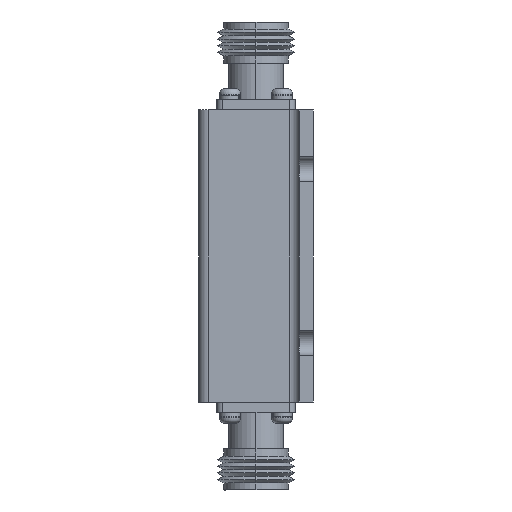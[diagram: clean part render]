
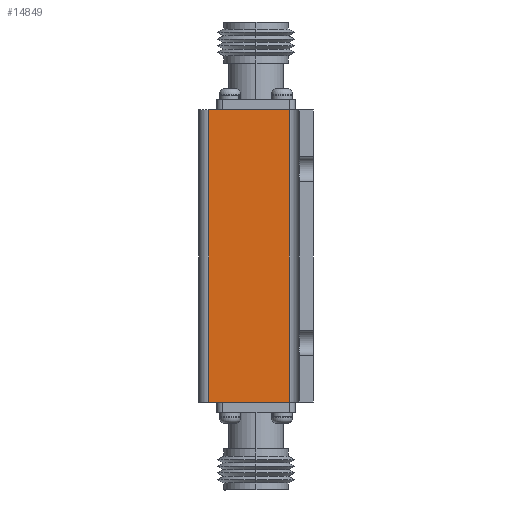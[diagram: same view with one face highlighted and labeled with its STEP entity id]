
A CAD part, left-side view. The second image highlights one B-rep face of the part: STEP entity #14849.
In plain terms, the highlighted planar face has unit normal (-1, 0, 0).
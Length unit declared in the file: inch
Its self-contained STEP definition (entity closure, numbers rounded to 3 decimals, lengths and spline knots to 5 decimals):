
#155 = EDGE_CURVE ( 'NONE', #13318, #9631, #9464, .T. ) ;
#428 = ORIENTED_EDGE ( 'NONE', *, *, #1241, .T. ) ;
#758 = DIRECTION ( 'NONE',  ( 0., 0., -1. ) ) ;
#1241 = EDGE_CURVE ( 'NONE', #15616, #9631, #8191, .T. ) ;
#1323 = EDGE_LOOP ( 'NONE', ( #3919, #428, #14768, #5544 ) ) ;
#1761 = LINE ( 'NONE', #7176, #13183 ) ;
#3589 = CARTESIAN_POINT ( 'NONE',  ( -1.491, 0.812, 1.178 ) ) ;
#3745 = PLANE ( 'NONE',  #7492 ) ;
#3875 = VECTOR ( 'NONE', #6546, 39.37008 ) ;
#3919 = ORIENTED_EDGE ( 'NONE', *, *, #5801, .T. ) ;
#4889 = DIRECTION ( 'NONE',  ( 0., -1., 0. ) ) ;
#5216 = VECTOR ( 'NONE', #14802, 39.37008 ) ;
#5544 = ORIENTED_EDGE ( 'NONE', *, *, #16577, .T. ) ;
#5801 = EDGE_CURVE ( 'NONE', #5870, #15616, #8471, .T. ) ;
#5870 = VERTEX_POINT ( 'NONE', #6704 ) ;
#6166 = CARTESIAN_POINT ( 'NONE',  ( -1.491, 0.812, 1.178 ) ) ;
#6337 = DIRECTION ( 'NONE',  ( 1., 0., 0. ) ) ;
#6546 = DIRECTION ( 'NONE',  ( 0., -1., 0. ) ) ;
#6566 = CARTESIAN_POINT ( 'NONE',  ( -1.491, 0.732, 1.178 ) ) ;
#6686 = CARTESIAN_POINT ( 'NONE',  ( -1.491, 0.08, -1.178 ) ) ;
#6704 = CARTESIAN_POINT ( 'NONE',  ( -1.491, 0.732, -1.178 ) ) ;
#7176 = CARTESIAN_POINT ( 'NONE',  ( -1.491, 0.732, -1.178 ) ) ;
#7492 = AXIS2_PLACEMENT_3D ( 'NONE', #6166, #6337, #15230 ) ;
#8191 = LINE ( 'NONE', #12306, #5216 ) ;
#8471 = LINE ( 'NONE', #10407, #3875 ) ;
#9464 = LINE ( 'NONE', #3589, #12461 ) ;
#9631 = VERTEX_POINT ( 'NONE', #10956 ) ;
#10407 = CARTESIAN_POINT ( 'NONE',  ( -1.491, 0.812, -1.178 ) ) ;
#10956 = CARTESIAN_POINT ( 'NONE',  ( -1.491, 0.08, 1.178 ) ) ;
#12306 = CARTESIAN_POINT ( 'NONE',  ( -1.491, 0.08, 1.178 ) ) ;
#12461 = VECTOR ( 'NONE', #4889, 39.37008 ) ;
#13183 = VECTOR ( 'NONE', #758, 39.37008 ) ;
#13318 = VERTEX_POINT ( 'NONE', #6566 ) ;
#14768 = ORIENTED_EDGE ( 'NONE', *, *, #155, .F. ) ;
#14802 = DIRECTION ( 'NONE',  ( 0., 0., 1. ) ) ;
#14849 = ADVANCED_FACE ( 'NONE', ( #16230 ), #3745, .F. ) ;
#15230 = DIRECTION ( 'NONE',  ( 0., 0., -1. ) ) ;
#15616 = VERTEX_POINT ( 'NONE', #6686 ) ;
#16230 = FACE_OUTER_BOUND ( 'NONE', #1323, .T. ) ;
#16577 = EDGE_CURVE ( 'NONE', #13318, #5870, #1761, .T. ) ;
